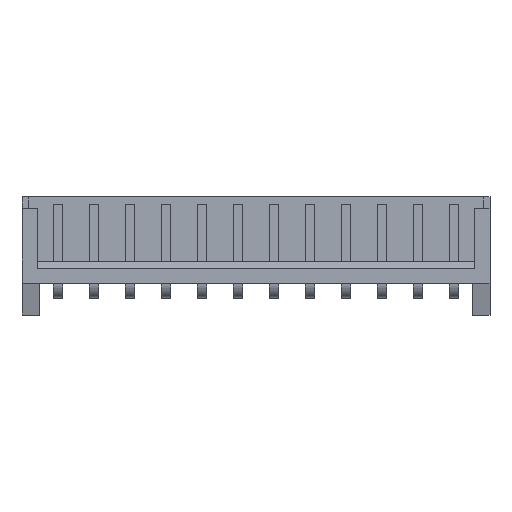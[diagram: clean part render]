
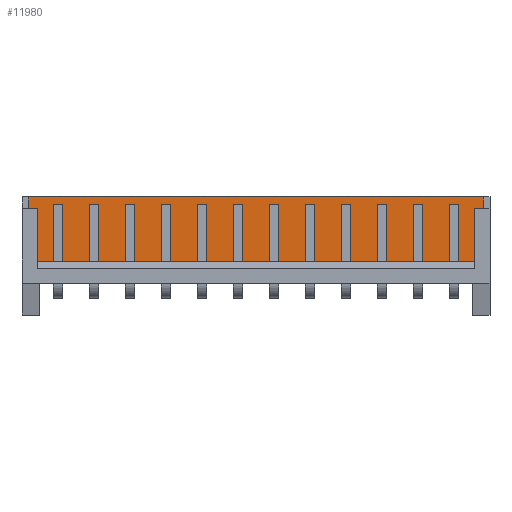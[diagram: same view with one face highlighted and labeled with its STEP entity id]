
A CAD part, top view. The second image highlights one B-rep face of the part: STEP entity #11980.
In plain terms, the highlighted planar face has unit normal (0, 0, 1).
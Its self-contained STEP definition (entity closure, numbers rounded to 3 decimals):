
#2853 = PLANE('',#2854);
#2854 = AXIS2_PLACEMENT_3D('',#2855,#2856,#2857);
#2855 = CARTESIAN_POINT('',(30.,6.7,0.9));
#2856 = DIRECTION('',(0.,-1.,0.));
#2857 = DIRECTION('',(-1.,0.,0.));
#6037 = PLANE('',#6038);
#6038 = AXIS2_PLACEMENT_3D('',#6039,#6040,#6041);
#6039 = CARTESIAN_POINT('',(30.,2.2,2.7));
#6040 = DIRECTION('',(0.,-1.,0.));
#6041 = DIRECTION('',(0.,0.,-1.));
#9048 = VERTEX_POINT('',#9049);
#9049 = CARTESIAN_POINT('',(-2.05,6.7,0.9));
#9063 = PLANE('',#9064);
#9064 = AXIS2_PLACEMENT_3D('',#9065,#9066,#9067);
#9065 = CARTESIAN_POINT('',(-2.05,6.7,0.9));
#9066 = DIRECTION('',(-1.,0.,0.));
#9067 = DIRECTION('',(0.,0.,1.));
#9075 = EDGE_CURVE('',#9076,#9048,#9078,.T.);
#9076 = VERTEX_POINT('',#9077);
#9077 = CARTESIAN_POINT('',(29.55,6.7,0.9));
#9078 = SURFACE_CURVE('',#9079,(#9083,#9090),.PCURVE_S1.);
#9079 = LINE('',#9080,#9081);
#9080 = CARTESIAN_POINT('',(30.,6.7,0.9));
#9081 = VECTOR('',#9082,1.);
#9082 = DIRECTION('',(-1.,0.,0.));
#9083 = PCURVE('',#2853,#9084);
#9084 = DEFINITIONAL_REPRESENTATION('',(#9085),#9089);
#9085 = LINE('',#9086,#9087);
#9086 = CARTESIAN_POINT('',(0.,0.));
#9087 = VECTOR('',#9088,1.);
#9088 = DIRECTION('',(1.,0.));
#9089 = ( GEOMETRIC_REPRESENTATION_CONTEXT(2) 
PARAMETRIC_REPRESENTATION_CONTEXT() REPRESENTATION_CONTEXT('2D SPACE',''
  ) );
#9090 = PCURVE('',#9091,#9096);
#9091 = PLANE('',#9092);
#9092 = AXIS2_PLACEMENT_3D('',#9093,#9094,#9095);
#9093 = CARTESIAN_POINT('',(30.,6.7,0.9));
#9094 = DIRECTION('',(0.,0.,-1.));
#9095 = DIRECTION('',(-1.,0.,0.));
#9096 = DEFINITIONAL_REPRESENTATION('',(#9097),#9101);
#9097 = LINE('',#9098,#9099);
#9098 = CARTESIAN_POINT('',(0.,0.));
#9099 = VECTOR('',#9100,1.);
#9100 = DIRECTION('',(1.,0.));
#9101 = ( GEOMETRIC_REPRESENTATION_CONTEXT(2) 
PARAMETRIC_REPRESENTATION_CONTEXT() REPRESENTATION_CONTEXT('2D SPACE',''
  ) );
#9119 = PLANE('',#9120);
#9120 = AXIS2_PLACEMENT_3D('',#9121,#9122,#9123);
#9121 = CARTESIAN_POINT('',(29.55,6.7,0.9));
#9122 = DIRECTION('',(1.,0.,0.));
#9123 = DIRECTION('',(0.,0.,-1.));
#11385 = VERTEX_POINT('',#11386);
#11386 = CARTESIAN_POINT('',(29.55,2.2,0.9));
#11407 = EDGE_CURVE('',#11385,#11408,#11410,.T.);
#11408 = VERTEX_POINT('',#11409);
#11409 = CARTESIAN_POINT('',(-2.05,2.2,0.9));
#11410 = SURFACE_CURVE('',#11411,(#11415,#11422),.PCURVE_S1.);
#11411 = LINE('',#11412,#11413);
#11412 = CARTESIAN_POINT('',(30.,2.2,0.9));
#11413 = VECTOR('',#11414,1.);
#11414 = DIRECTION('',(-1.,0.,0.));
#11415 = PCURVE('',#6037,#11416);
#11416 = DEFINITIONAL_REPRESENTATION('',(#11417),#11421);
#11417 = LINE('',#11418,#11419);
#11418 = CARTESIAN_POINT('',(1.8,0.));
#11419 = VECTOR('',#11420,1.);
#11420 = DIRECTION('',(0.,-1.));
#11421 = ( GEOMETRIC_REPRESENTATION_CONTEXT(2) 
PARAMETRIC_REPRESENTATION_CONTEXT() REPRESENTATION_CONTEXT('2D SPACE',''
  ) );
#11422 = PCURVE('',#9091,#11423);
#11423 = DEFINITIONAL_REPRESENTATION('',(#11424),#11428);
#11424 = LINE('',#11425,#11426);
#11425 = CARTESIAN_POINT('',(0.,-4.5));
#11426 = VECTOR('',#11427,1.);
#11427 = DIRECTION('',(1.,0.));
#11428 = ( GEOMETRIC_REPRESENTATION_CONTEXT(2) 
PARAMETRIC_REPRESENTATION_CONTEXT() REPRESENTATION_CONTEXT('2D SPACE',''
  ) );
#11888 = EDGE_CURVE('',#9076,#11385,#11889,.T.);
#11889 = SURFACE_CURVE('',#11890,(#11894,#11901),.PCURVE_S1.);
#11890 = LINE('',#11891,#11892);
#11891 = CARTESIAN_POINT('',(29.55,6.7,0.9));
#11892 = VECTOR('',#11893,1.);
#11893 = DIRECTION('',(0.,-1.,0.));
#11894 = PCURVE('',#9119,#11895);
#11895 = DEFINITIONAL_REPRESENTATION('',(#11896),#11900);
#11896 = LINE('',#11897,#11898);
#11897 = CARTESIAN_POINT('',(0.,0.));
#11898 = VECTOR('',#11899,1.);
#11899 = DIRECTION('',(0.,-1.));
#11900 = ( GEOMETRIC_REPRESENTATION_CONTEXT(2) 
PARAMETRIC_REPRESENTATION_CONTEXT() REPRESENTATION_CONTEXT('2D SPACE',''
  ) );
#11901 = PCURVE('',#9091,#11902);
#11902 = DEFINITIONAL_REPRESENTATION('',(#11903),#11907);
#11903 = LINE('',#11904,#11905);
#11904 = CARTESIAN_POINT('',(0.45,0.));
#11905 = VECTOR('',#11906,1.);
#11906 = DIRECTION('',(0.,-1.));
#11907 = ( GEOMETRIC_REPRESENTATION_CONTEXT(2) 
PARAMETRIC_REPRESENTATION_CONTEXT() REPRESENTATION_CONTEXT('2D SPACE',''
  ) );
#11937 = EDGE_CURVE('',#9048,#11408,#11938,.T.);
#11938 = SURFACE_CURVE('',#11939,(#11943,#11950),.PCURVE_S1.);
#11939 = LINE('',#11940,#11941);
#11940 = CARTESIAN_POINT('',(-2.05,6.7,0.9));
#11941 = VECTOR('',#11942,1.);
#11942 = DIRECTION('',(0.,-1.,0.));
#11943 = PCURVE('',#9063,#11944);
#11944 = DEFINITIONAL_REPRESENTATION('',(#11945),#11949);
#11945 = LINE('',#11946,#11947);
#11946 = CARTESIAN_POINT('',(0.,0.));
#11947 = VECTOR('',#11948,1.);
#11948 = DIRECTION('',(0.,-1.));
#11949 = ( GEOMETRIC_REPRESENTATION_CONTEXT(2) 
PARAMETRIC_REPRESENTATION_CONTEXT() REPRESENTATION_CONTEXT('2D SPACE',''
  ) );
#11950 = PCURVE('',#9091,#11951);
#11951 = DEFINITIONAL_REPRESENTATION('',(#11952),#11956);
#11952 = LINE('',#11953,#11954);
#11953 = CARTESIAN_POINT('',(32.05,0.));
#11954 = VECTOR('',#11955,1.);
#11955 = DIRECTION('',(0.,-1.));
#11956 = ( GEOMETRIC_REPRESENTATION_CONTEXT(2) 
PARAMETRIC_REPRESENTATION_CONTEXT() REPRESENTATION_CONTEXT('2D SPACE',''
  ) );
#11980 = ADVANCED_FACE('',(#11981),#9091,.F.);
#11981 = FACE_BOUND('',#11982,.T.);
#11982 = EDGE_LOOP('',(#11983,#11984,#11985,#11986));
#11983 = ORIENTED_EDGE('',*,*,#11937,.T.);
#11984 = ORIENTED_EDGE('',*,*,#11407,.F.);
#11985 = ORIENTED_EDGE('',*,*,#11888,.F.);
#11986 = ORIENTED_EDGE('',*,*,#9075,.T.);
